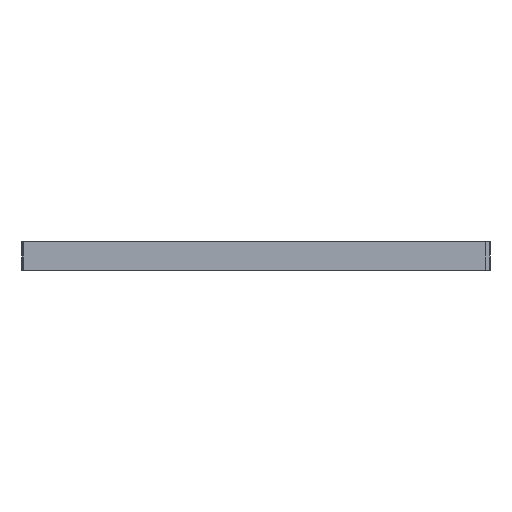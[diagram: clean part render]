
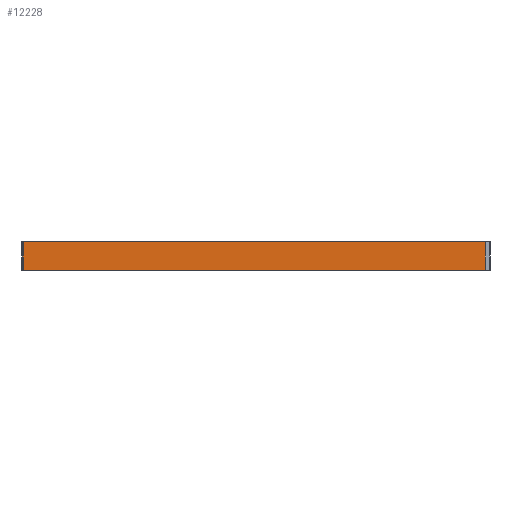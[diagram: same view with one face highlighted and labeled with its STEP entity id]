
A CAD part, left-side view. The second image highlights one B-rep face of the part: STEP entity #12228.
In plain terms, the highlighted planar face has unit normal (-1, 0, 0).
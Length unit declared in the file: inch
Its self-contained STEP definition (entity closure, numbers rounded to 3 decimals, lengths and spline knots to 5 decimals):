
#1644=FACE_OUTER_BOUND('',#2496,.T.);
#2496=EDGE_LOOP('',(#9233,#9234,#9235,#9236));
#3798=LINE('',#18398,#4386);
#3812=LINE('',#19018,#4400);
#3831=LINE('',#19070,#4419);
#3833=LINE('',#19074,#4421);
#4386=VECTOR('',#14484,0.3937);
#4400=VECTOR('',#15122,0.3937);
#4419=VECTOR('',#15179,0.3937);
#4421=VECTOR('',#15185,0.3937);
#6048=VERTEX_POINT('',#18368);
#6062=VERTEX_POINT('',#18396);
#6355=VERTEX_POINT('',#19014);
#6370=VERTEX_POINT('',#19068);
#7174=EDGE_CURVE('',#6062,#6048,#3798,.T.);
#7481=EDGE_CURVE('',#6048,#6355,#3812,.T.);
#7507=EDGE_CURVE('',#6370,#6062,#3831,.T.);
#7509=EDGE_CURVE('',#6355,#6370,#3833,.T.);
#9233=ORIENTED_EDGE('',*,*,#7481,.F.);
#9234=ORIENTED_EDGE('',*,*,#7174,.F.);
#9235=ORIENTED_EDGE('',*,*,#7507,.F.);
#9236=ORIENTED_EDGE('',*,*,#7509,.F.);
#12176=PLANE('',#13136);
#12228=ADVANCED_FACE('',(#1644),#12176,.T.);
#13136=AXIS2_PLACEMENT_3D('',#19073,#15183,#15184);
#14484=DIRECTION('',(0.,1.,0.));
#15122=DIRECTION('',(0.,0.,1.));
#15179=DIRECTION('',(0.,0.,-1.));
#15183=DIRECTION('center_axis',(-1.,0.,0.));
#15184=DIRECTION('ref_axis',(0.,-1.,0.));
#15185=DIRECTION('',(0.,-1.,0.));
#18368=CARTESIAN_POINT('',(-15.1744,10.78797,5.2622));
#18396=CARTESIAN_POINT('',(-15.1744,2.94332,5.2622));
#18398=CARTESIAN_POINT('',(-15.1744,2.86004,5.2622));
#19014=CARTESIAN_POINT('',(-15.1744,10.78797,5.7422));
#19018=CARTESIAN_POINT('',(-15.1744,10.78797,5.2622));
#19068=CARTESIAN_POINT('',(-15.1744,2.94332,5.7422));
#19070=CARTESIAN_POINT('',(-15.1744,2.94332,5.2622));
#19073=CARTESIAN_POINT('Origin',(-15.1744,10.81004,5.2622));
#19074=CARTESIAN_POINT('',(-15.1744,2.86004,5.7422));
